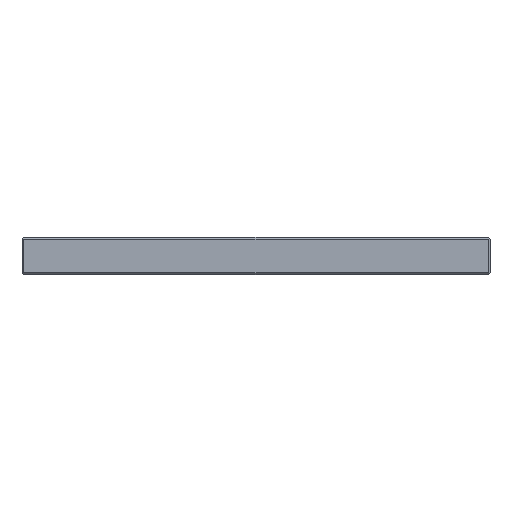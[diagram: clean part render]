
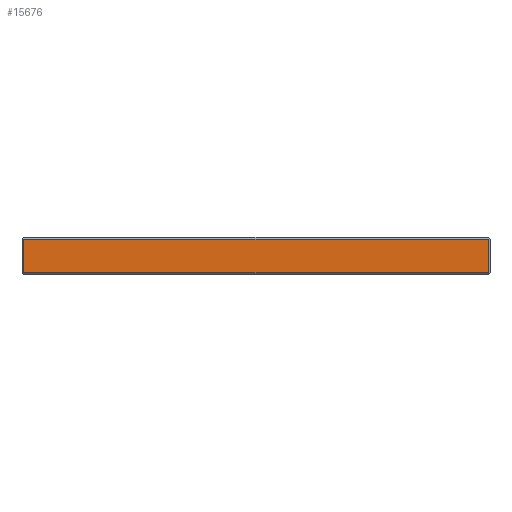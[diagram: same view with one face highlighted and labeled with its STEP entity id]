
A CAD part, front view. The second image highlights one B-rep face of the part: STEP entity #15676.
In plain terms, the highlighted planar face has unit normal (0, -1, 0).
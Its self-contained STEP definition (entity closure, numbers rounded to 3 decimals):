
#11914=FACE_OUTER_BOUND('',#39639,.T.);
#15676=ADVANCED_FACE('',(#11914),#18459,.T.);
#18459=PLANE('',#85509);
#23151=LINE('',#123008,#29785);
#23152=LINE('',#123011,#29786);
#23153=LINE('',#123013,#29787);
#23154=LINE('',#123015,#29788);
#29785=VECTOR('',#99428,1.);
#29786=VECTOR('',#99429,1.);
#29787=VECTOR('',#99430,1.);
#29788=VECTOR('',#99431,1.);
#39639=EDGE_LOOP('',(#53703,#53704,#53705,#53706));
#53703=ORIENTED_EDGE('',*,*,#75563,.T.);
#53704=ORIENTED_EDGE('',*,*,#75564,.T.);
#53705=ORIENTED_EDGE('',*,*,#75565,.T.);
#53706=ORIENTED_EDGE('',*,*,#75566,.T.);
#66621=VERTEX_POINT('',#123009);
#66622=VERTEX_POINT('',#123010);
#66623=VERTEX_POINT('',#123012);
#66624=VERTEX_POINT('',#123014);
#75563=EDGE_CURVE('',#66621,#66622,#23151,.T.);
#75564=EDGE_CURVE('',#66622,#66623,#23152,.T.);
#75565=EDGE_CURVE('',#66623,#66624,#23153,.T.);
#75566=EDGE_CURVE('',#66624,#66621,#23154,.T.);
#85509=AXIS2_PLACEMENT_3D('',#123016,#99432,#99433);
#99428=DIRECTION('',(-1.,0.,0.));
#99429=DIRECTION('',(0.,0.,-1.));
#99430=DIRECTION('',(1.,0.,0.));
#99431=DIRECTION('',(0.,0.,1.));
#99432=DIRECTION('',(0.,-1.,0.));
#99433=DIRECTION('',(0.,0.,1.));
#123008=CARTESIAN_POINT('',(50.,0.,7.575));
#123009=CARTESIAN_POINT('',(99.6,0.,7.575));
#123010=CARTESIAN_POINT('',(0.4,0.,7.575));
#123011=CARTESIAN_POINT('',(0.4,0.,0.));
#123012=CARTESIAN_POINT('',(0.4,0.,0.425));
#123013=CARTESIAN_POINT('',(50.,0.,0.425));
#123014=CARTESIAN_POINT('',(99.6,0.,0.425));
#123015=CARTESIAN_POINT('',(99.6,0.,0.));
#123016=CARTESIAN_POINT('',(50.,0.,0.));
